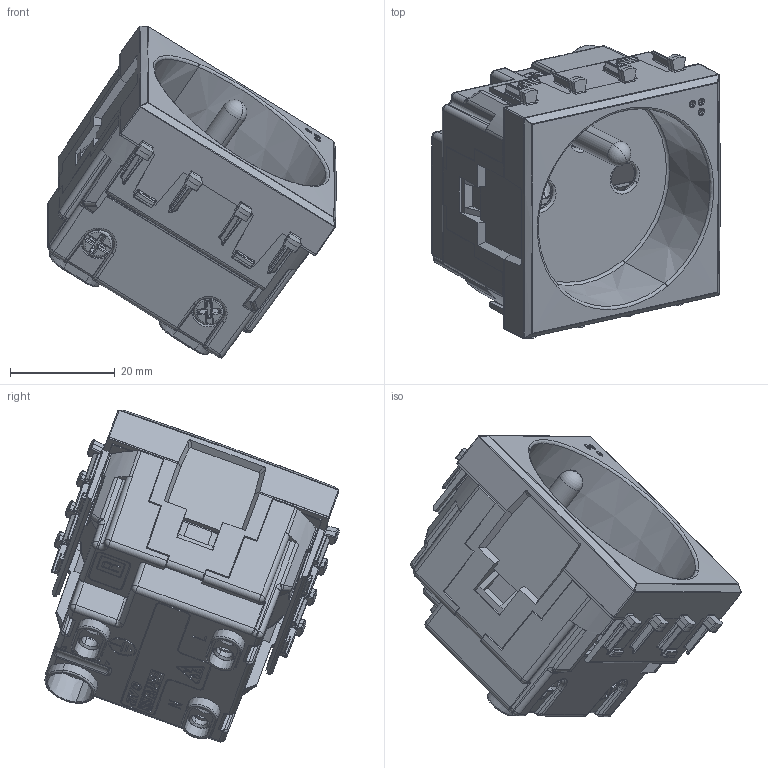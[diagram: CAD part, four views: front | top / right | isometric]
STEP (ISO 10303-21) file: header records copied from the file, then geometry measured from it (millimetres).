
FILE_DESCRIPTION(('CATIA V5 STEP Exchange'),'2;1');
FILE_NAME('442092TS.stp','2024-03-06T09:30:50+00:00',('none'),('none'),'CATIA Version 5-6 Release 2016 SP6','CATIA V5 STEP AP203','none');
FILE_SCHEMA(('CONFIG_CONTROL_DESIGN'));
Products named in the file (1): 442092TS
Assembly tree (12 placements, depth 2):
  442092TS
    #57
    #53503
    #91460
    #97570  x3
    #99483
    #100691  x3
    #101544
    #112198
Bounding box: 54.92 x 56.04 x 63.25 mm (x, y, z)
Volume: 19549.1 mm3; surface area: 31603.1 mm2
Topology: 13 solids, 13 shells, 3302 faces, 9118 edges, 5759 vertices
Faces by surface type: plane 1826, cylinder 783, cone 243, bspline 209, sphere 119, torus 90, extrusion 32
Entity records: 118303 total; most frequent: CARTESIAN_POINT 46850, ORIENTED_EDGE 17066, DIRECTION 10896, EDGE_CURVE 8533, VERTEX_POINT 5465, VECTOR 4811, LINE 4779, AXIS2_PLACEMENT_3D 3710
